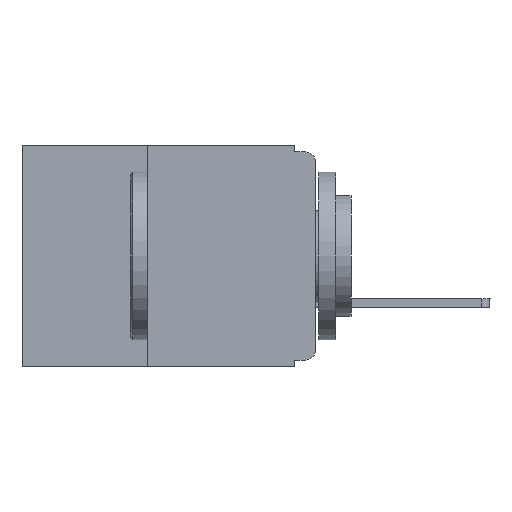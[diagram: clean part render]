
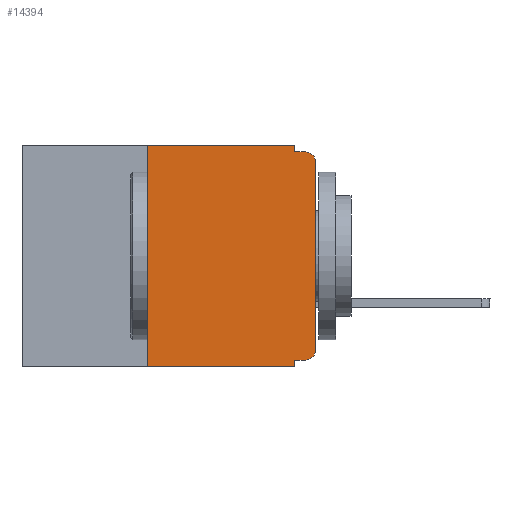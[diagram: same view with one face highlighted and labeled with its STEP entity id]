
A CAD part, left-side view. The second image highlights one B-rep face of the part: STEP entity #14394.
In plain terms, the highlighted planar face has unit normal (-1, 0, 0).
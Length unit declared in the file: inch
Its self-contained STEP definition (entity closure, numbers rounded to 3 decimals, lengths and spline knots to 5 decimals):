
#78 = LINE ( 'NONE', #3352, #1156 ) ;
#162 = CARTESIAN_POINT ( 'NONE',  ( 0., 0., -0.025 ) ) ;
#383 = ORIENTED_EDGE ( 'NONE', *, *, #4166, .F. ) ;
#427 = DIRECTION ( 'NONE',  ( 0., 1., 0. ) ) ;
#494 = CARTESIAN_POINT ( 'NONE',  ( 0., 0.25, 0. ) ) ;
#559 = VECTOR ( 'NONE', #2784, 39.37008 ) ;
#660 = VECTOR ( 'NONE', #8128, 39.37008 ) ;
#674 = CARTESIAN_POINT ( 'NONE',  ( 0., 0.437, 0. ) ) ;
#861 = AXIS2_PLACEMENT_3D ( 'NONE', #12753, #8294, #10448 ) ;
#882 = VERTEX_POINT ( 'NONE', #11762 ) ;
#1156 = VECTOR ( 'NONE', #6644, 39.37008 ) ;
#1202 = VERTEX_POINT ( 'NONE', #3176 ) ;
#1375 = ORIENTED_EDGE ( 'NONE', *, *, #9755, .T. ) ;
#1541 = VECTOR ( 'NONE', #427, 39.37008 ) ;
#1577 = CARTESIAN_POINT ( 'NONE',  ( 0., 0., -0.32 ) ) ;
#1589 = EDGE_CURVE ( 'NONE', #1202, #4957, #14363, .T. ) ;
#1780 = VERTEX_POINT ( 'NONE', #3173 ) ;
#2268 = VERTEX_POINT ( 'NONE', #162 ) ;
#2269 = CIRCLE ( 'NONE', #7379, 0.015 ) ;
#2654 = CARTESIAN_POINT ( 'NONE',  ( 0., 0.015, -0.32 ) ) ;
#2784 = DIRECTION ( 'NONE',  ( 0., -1., 0. ) ) ;
#2925 = VECTOR ( 'NONE', #3096, 39.37008 ) ;
#3096 = DIRECTION ( 'NONE',  ( 0., -1., 0. ) ) ;
#3137 = ORIENTED_EDGE ( 'NONE', *, *, #6567, .T. ) ;
#3173 = CARTESIAN_POINT ( 'NONE',  ( 0., 0.031, 0. ) ) ;
#3176 = CARTESIAN_POINT ( 'NONE',  ( 0., 0.031, -0.01 ) ) ;
#3183 = EDGE_CURVE ( 'NONE', #1780, #1202, #3724, .T. ) ;
#3352 = CARTESIAN_POINT ( 'NONE',  ( 0., 0.031, -0.33 ) ) ;
#3589 = VECTOR ( 'NONE', #12268, 39.37008 ) ;
#3602 = PLANE ( 'NONE',  #861 ) ;
#3724 = LINE ( 'NONE', #6958, #660 ) ;
#3887 = EDGE_CURVE ( 'NONE', #2268, #4957, #2269, .T. ) ;
#3897 = CARTESIAN_POINT ( 'NONE',  ( 0., 0., 0. ) ) ;
#4000 = LINE ( 'NONE', #3897, #10895 ) ;
#4051 = EDGE_LOOP ( 'NONE', ( #4943, #5703, #4299, #7987, #12042, #12320, #1375, #383, #10855, #3137 ) ) ;
#4166 = EDGE_CURVE ( 'NONE', #882, #13855, #78, .T. ) ;
#4299 = ORIENTED_EDGE ( 'NONE', *, *, #1589, .F. ) ;
#4816 = DIRECTION ( 'NONE',  ( 0., 0., 1. ) ) ;
#4943 = ORIENTED_EDGE ( 'NONE', *, *, #5362, .T. ) ;
#4957 = VERTEX_POINT ( 'NONE', #14461 ) ;
#4971 = DIRECTION ( 'NONE',  ( -1., 0., 0. ) ) ;
#5362 = EDGE_CURVE ( 'NONE', #7528, #2268, #4000, .T. ) ;
#5703 = ORIENTED_EDGE ( 'NONE', *, *, #3887, .T. ) ;
#6042 = VERTEX_POINT ( 'NONE', #494 ) ;
#6429 = CARTESIAN_POINT ( 'NONE',  ( 0., 0., -0.01 ) ) ;
#6567 = EDGE_CURVE ( 'NONE', #12547, #7528, #7624, .T. ) ;
#6644 = DIRECTION ( 'NONE',  ( 0., 0., -1. ) ) ;
#6675 = AXIS2_PLACEMENT_3D ( 'NONE', #10566, #9374, #12815 ) ;
#6958 = CARTESIAN_POINT ( 'NONE',  ( 0., 0.031, 0. ) ) ;
#7266 = EDGE_CURVE ( 'NONE', #6042, #1780, #7798, .T. ) ;
#7325 = CARTESIAN_POINT ( 'NONE',  ( 0., 0., -0.305 ) ) ;
#7379 = AXIS2_PLACEMENT_3D ( 'NONE', #7475, #4971, #10800 ) ;
#7475 = CARTESIAN_POINT ( 'NONE',  ( 0., 0.015, -0.025 ) ) ;
#7528 = VERTEX_POINT ( 'NONE', #7325 ) ;
#7624 = CIRCLE ( 'NONE', #6675, 0.015 ) ;
#7798 = LINE ( 'NONE', #674, #3589 ) ;
#7857 = FACE_OUTER_BOUND ( 'NONE', #4051, .T. ) ;
#7987 = ORIENTED_EDGE ( 'NONE', *, *, #3183, .F. ) ;
#8034 = VECTOR ( 'NONE', #4816, 39.37008 ) ;
#8128 = DIRECTION ( 'NONE',  ( 0., 0., -1. ) ) ;
#8294 = DIRECTION ( 'NONE',  ( 1., 0., 0. ) ) ;
#8302 = CARTESIAN_POINT ( 'NONE',  ( 0., 0.437, -0.33 ) ) ;
#9084 = LINE ( 'NONE', #8302, #559 ) ;
#9374 = DIRECTION ( 'NONE',  ( -1., 0., 0. ) ) ;
#9755 = EDGE_CURVE ( 'NONE', #12412, #13855, #9084, .T. ) ;
#10448 = DIRECTION ( 'NONE',  ( 0., 0., -1. ) ) ;
#10531 = CARTESIAN_POINT ( 'NONE',  ( 0., 0.25, -0.33 ) ) ;
#10566 = CARTESIAN_POINT ( 'NONE',  ( 0., 0.015, -0.305 ) ) ;
#10800 = DIRECTION ( 'NONE',  ( 0., 0., -1. ) ) ;
#10855 = ORIENTED_EDGE ( 'NONE', *, *, #12483, .F. ) ;
#10885 = DIRECTION ( 'NONE',  ( 0., 0., 1. ) ) ;
#10895 = VECTOR ( 'NONE', #10885, 39.37008 ) ;
#11458 = LINE ( 'NONE', #12888, #8034 ) ;
#11762 = CARTESIAN_POINT ( 'NONE',  ( 0., 0.031, -0.32 ) ) ;
#12042 = ORIENTED_EDGE ( 'NONE', *, *, #7266, .F. ) ;
#12268 = DIRECTION ( 'NONE',  ( 0., -1., 0. ) ) ;
#12320 = ORIENTED_EDGE ( 'NONE', *, *, #14767, .F. ) ;
#12412 = VERTEX_POINT ( 'NONE', #10531 ) ;
#12483 = EDGE_CURVE ( 'NONE', #12547, #882, #13874, .T. ) ;
#12527 = CARTESIAN_POINT ( 'NONE',  ( 0., 0.031, -0.33 ) ) ;
#12547 = VERTEX_POINT ( 'NONE', #2654 ) ;
#12753 = CARTESIAN_POINT ( 'NONE',  ( 0., 0.437, 0. ) ) ;
#12815 = DIRECTION ( 'NONE',  ( 0., 0., -1. ) ) ;
#12888 = CARTESIAN_POINT ( 'NONE',  ( 0., 0.25, -0.33 ) ) ;
#13855 = VERTEX_POINT ( 'NONE', #12527 ) ;
#13874 = LINE ( 'NONE', #1577, #1541 ) ;
#14363 = LINE ( 'NONE', #6429, #2925 ) ;
#14394 = ADVANCED_FACE ( 'NONE', ( #7857 ), #3602, .F. ) ;
#14461 = CARTESIAN_POINT ( 'NONE',  ( 0., 0.015, -0.01 ) ) ;
#14767 = EDGE_CURVE ( 'NONE', #12412, #6042, #11458, .T. ) ;
